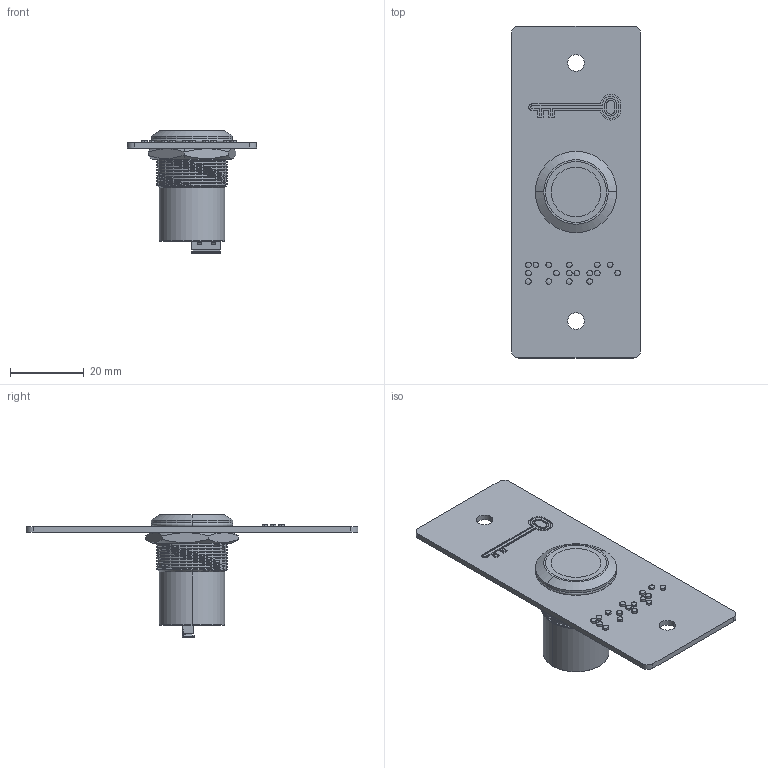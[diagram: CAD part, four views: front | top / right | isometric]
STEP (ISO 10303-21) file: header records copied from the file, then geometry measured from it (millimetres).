
FILE_DESCRIPTION (( 'STEP AP214' ), '1' );
FILE_NAME ('PB19IRE_STPALL.STEP', '2023-06-08T08:58:00', ( '' ), ( '' ), 'SwSTEP 2.0', 'SolidWorks 2020', '' );
FILE_SCHEMA (( 'AUTOMOTIVE_DESIGN' ));
Length unit declared in the file: millimetre
Products named in the file (10): PRT_530470560; ASM_AS0355-PB19IR_SANS FILS; BP-FACADE MODIF_MP0504-MARQUAGE BRAILLE PORTE + CLE- PBP19_4; PRT_TC33_SUBST1; PB19IRE_STPALL; PRT_FP0319-NUT M19; PRT_510210500; PRT_MP1305-PB19IR; RESINE^ASM_AS0355-PB19IR; PRT_PP0489-RUBBER RING_COMPRESSE
Assembly tree (10 placements, depth 3):
  PB19IRE_STPALL
    BP-FACADE MODIF_MP0504-MARQUAGE BRAILLE PORTE + CLE- PBP19_4
    ASM_AS0355-PB19IR_SANS FILS
      PRT_MP1305-PB19IR
      PRT_FP0319-NUT M19
      PRT_PP0489-RUBBER RING_COMPRESSE
      PRT_530470560
      PRT_510210500
      PRT_TC33_SUBST1  x2
      RESINE^ASM_AS0355-PB19IR
Bounding box: 35 x 90 x 33.2 mm (x, y, z)
Volume: 12596 mm3; surface area: 11110.6 mm2
Topology: 13 solids, 13 shells, 1046 faces, 2818 edges, 1827 vertices
Faces by surface type: plane 665, bspline 159, cylinder 146, torus 66, cone 10
Entity records: 37268 total; most frequent: CARTESIAN_POINT 16430, ORIENTED_EDGE 4574, DIRECTION 3571, EDGE_CURVE 2287, LINE 1633, VECTOR 1633, VERTEX_POINT 1481, AXIS2_PLACEMENT_3D 969
